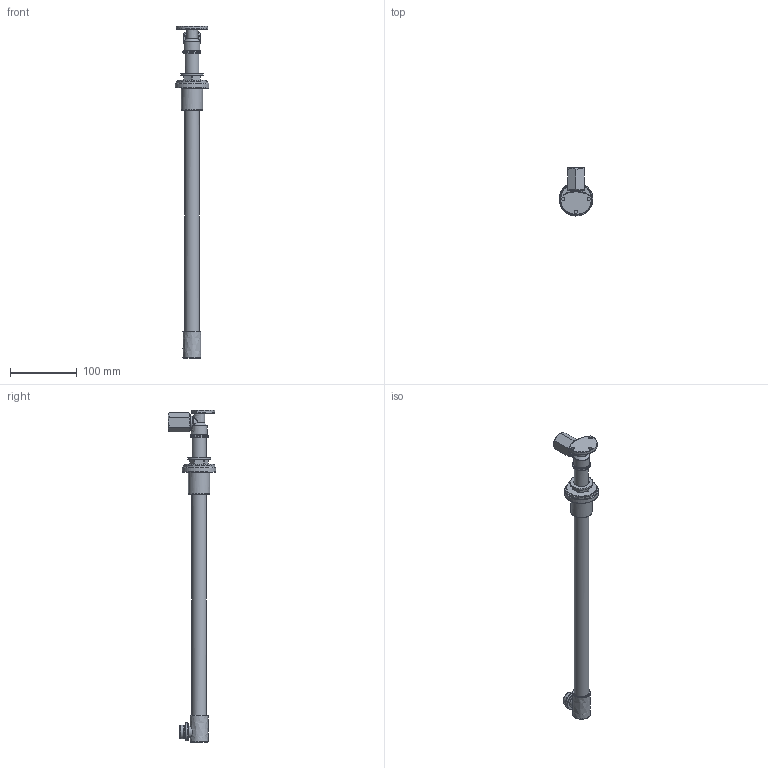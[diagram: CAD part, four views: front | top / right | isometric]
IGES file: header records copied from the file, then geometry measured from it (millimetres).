
Global section: file name: V162-A; native system: Autodesk Inventor 2018; preprocessor: unknown; author: sbajwa; date: 20190705.112955; units: millimetre
Bounding box: 50.6 x 72 x 498 mm (x, y, z)
Volume: 140694 mm3; surface area: 99321.3 mm2
Topology: 11 solids, 11 shells, 180 faces, 469 edges, 321 vertices
Faces by surface type: bspline 180
